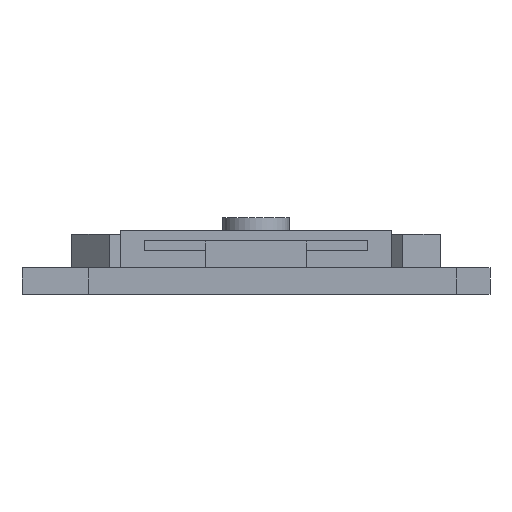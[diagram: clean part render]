
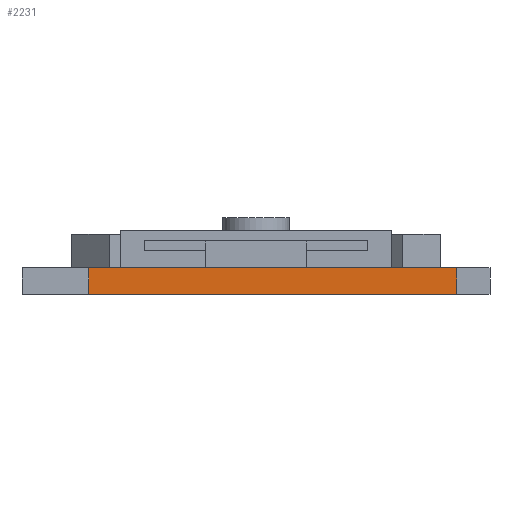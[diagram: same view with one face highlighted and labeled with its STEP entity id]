
A CAD part, front view. The second image highlights one B-rep face of the part: STEP entity #2231.
In plain terms, the highlighted planar face has unit normal (0, -1, 0).
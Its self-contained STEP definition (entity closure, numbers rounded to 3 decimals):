
#250=DIRECTION('',(0.,0.,-1.));
#251=VECTOR('',#250,0.8);
#252=CARTESIAN_POINT('',(-5.,12.5,9.95));
#253=LINE('',#252,#251);
#262=DIRECTION('',(1.,0.,0.));
#263=VECTOR('',#262,11.);
#264=CARTESIAN_POINT('',(-5.,12.5,9.95));
#265=LINE('',#264,#263);
#266=DIRECTION('',(0.,0.,-1.));
#267=VECTOR('',#266,0.8);
#268=CARTESIAN_POINT('',(6.,12.5,9.95));
#269=LINE('',#268,#267);
#310=DIRECTION('',(1.,0.,0.));
#311=VECTOR('',#310,11.);
#312=CARTESIAN_POINT('',(-5.,12.5,9.15));
#313=LINE('',#312,#311);
#1485=CARTESIAN_POINT('',(-5.,12.5,9.95));
#1487=VERTEX_POINT('',#1485);
#1552=CARTESIAN_POINT('',(6.,12.5,9.95));
#1553=VERTEX_POINT('',#1552);
#1682=CARTESIAN_POINT('',(-5.,12.5,9.15));
#1683=VERTEX_POINT('',#1682);
#1686=CARTESIAN_POINT('',(6.,12.5,9.15));
#1687=VERTEX_POINT('',#1686);
#2218=CARTESIAN_POINT('',(-7.,12.5,0.));
#2219=DIRECTION('',(0.,-1.,0.));
#2220=DIRECTION('',(1.,0.,0.));
#2221=AXIS2_PLACEMENT_3D('',#2218,#2219,#2220);
#2222=PLANE('',#2221);
#2223=ORIENTED_EDGE('',*,*,#2208,.F.);
#2224=ORIENTED_EDGE('',*,*,#2035,.T.);
#2226=ORIENTED_EDGE('',*,*,#2225,.T.);
#2228=ORIENTED_EDGE('',*,*,#2227,.F.);
#2229=EDGE_LOOP('',(#2223,#2224,#2226,#2228));
#2230=FACE_OUTER_BOUND('',#2229,.F.);
#2035=EDGE_CURVE('',#1487,#1553,#265,.T.);
#2208=EDGE_CURVE('',#1487,#1683,#253,.T.);
#2225=EDGE_CURVE('',#1553,#1687,#269,.T.);
#2227=EDGE_CURVE('',#1683,#1687,#313,.T.);
#2231=ADVANCED_FACE('',(#2230),#2222,.T.);
